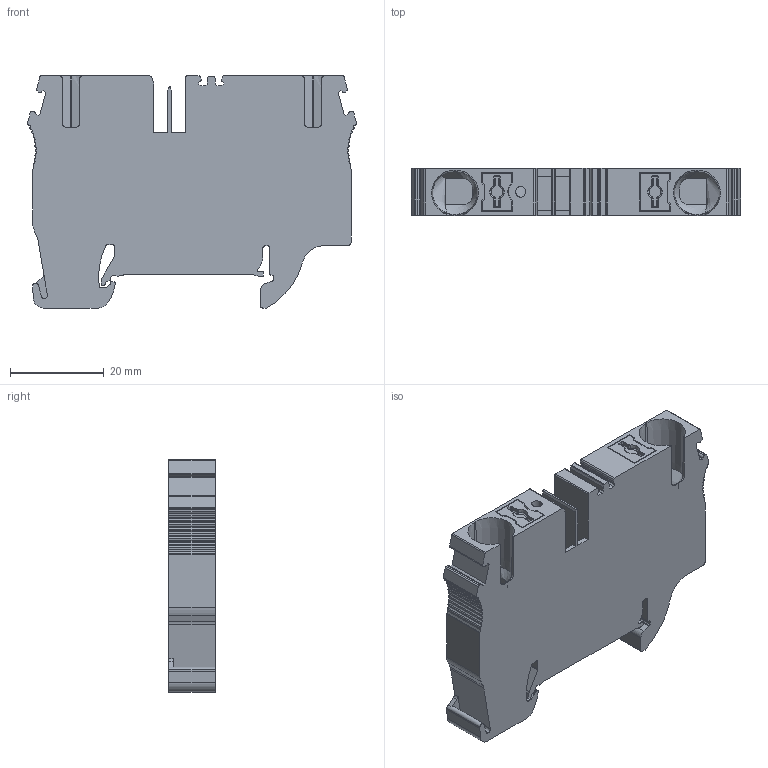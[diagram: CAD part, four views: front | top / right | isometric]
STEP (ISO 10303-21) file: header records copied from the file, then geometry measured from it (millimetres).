
FILE_DESCRIPTION(/* description */ ('Unknown'),/* implementation_level */ '2;1');
FILE_NAME(/* name */ 'PQ10_3D_SOLID',/* time_stamp */ '2021-04-30T14:35:48+05:00',/* author */ ('Unknown'),/* organization */ ('Unknown'),/* preprocessor_version */ 'ST-DEVELOPER v16.7',/* originating_system */ 'DEX',/* authorisation */ $);
FILE_SCHEMA (('AUTOMOTIVE_DESIGN {1 0 10303 214 3 1 1}'));
Length unit declared in the file: millimetre
Products named in the file (1): PQ10_SOLID
Bounding box: 70.24 x 10 x 49.5 mm (x, y, z)
Volume: 24106.8 mm3; surface area: 11543.3 mm2
Topology: 1 solids, 1 shells, 388 faces, 1111 edges, 724 vertices
Faces by surface type: plane 183, cylinder 165, bspline 20, cone 8, sphere 8, torus 4
Entity records: 15860 total; most frequent: CARTESIAN_POINT 2958, ORIENTED_EDGE 2206, DIRECTION 2092, EDGE_CURVE 1103, VERTEX_POINT 724, AXIS2_PLACEMENT_3D 714, LINE 664, VECTOR 664
